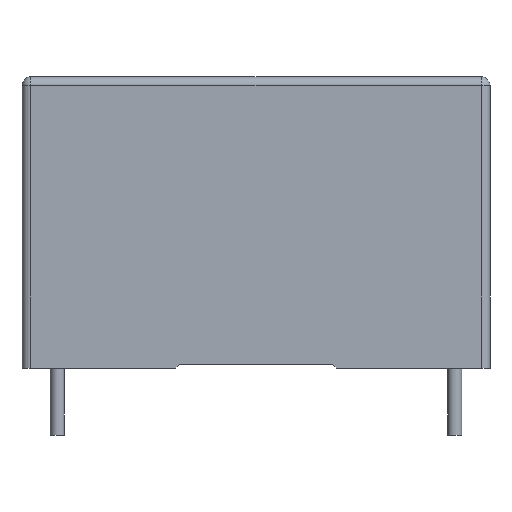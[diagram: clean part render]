
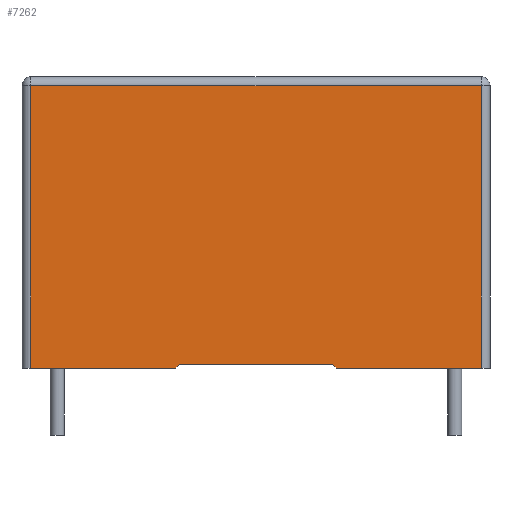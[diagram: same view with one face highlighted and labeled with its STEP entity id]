
A CAD part, front view. The second image highlights one B-rep face of the part: STEP entity #7262.
In plain terms, the highlighted planar face has unit normal (0, -1, 0).
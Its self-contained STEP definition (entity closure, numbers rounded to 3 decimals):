
#228 = CARTESIAN_POINT ( 'NONE',  ( -4.538, -5., 0.3 ) ) ;
#410 = DIRECTION ( 'NONE',  ( -1., 0., 0. ) ) ;
#412 = CARTESIAN_POINT ( 'NONE',  ( -12.75, -5., 16.8 ) ) ;
#460 = ORIENTED_EDGE ( 'NONE', *, *, #979, .T. ) ;
#979 = EDGE_CURVE ( 'NONE', #6600, #5632, #6118, .T. ) ;
#1284 = EDGE_LOOP ( 'NONE', ( #4308, #9529, #7349, #10194, #460, #8604, #11227, #1525 ) ) ;
#1525 = ORIENTED_EDGE ( 'NONE', *, *, #2669, .T. ) ;
#2038 = DIRECTION ( 'NONE',  ( 0., 1., 0. ) ) ;
#2377 = DIRECTION ( 'NONE',  ( 0., 0., -1. ) ) ;
#2652 = CARTESIAN_POINT ( 'NONE',  ( -13.25, -5., 0.3 ) ) ;
#2657 = CARTESIAN_POINT ( 'NONE',  ( 4.338, -5., 0.5 ) ) ;
#2669 = EDGE_CURVE ( 'NONE', #6379, #12008, #5016, .T. ) ;
#2906 = AXIS2_PLACEMENT_3D ( 'NONE', #7967, #2038, #10990 ) ;
#2980 = LINE ( 'NONE', #6855, #8775 ) ;
#3215 = LINE ( 'NONE', #10277, #8351 ) ;
#3357 = VECTOR ( 'NONE', #9909, 1000. ) ;
#3531 = VERTEX_POINT ( 'NONE', #11118 ) ;
#3541 = EDGE_CURVE ( 'NONE', #5632, #3531, #9312, .T. ) ;
#3691 = CARTESIAN_POINT ( 'NONE',  ( 12.75, -5., 16.3 ) ) ;
#3881 = CARTESIAN_POINT ( 'NONE',  ( 12.75, -5., 16.8 ) ) ;
#4072 = VECTOR ( 'NONE', #8673, 1000. ) ;
#4186 = FACE_OUTER_BOUND ( 'NONE', #1284, .T. ) ;
#4308 = ORIENTED_EDGE ( 'NONE', *, *, #9470, .F. ) ;
#4361 = VECTOR ( 'NONE', #2377, 1000. ) ;
#4525 = DIRECTION ( 'NONE',  ( 1., 0., 0. ) ) ;
#4630 = CARTESIAN_POINT ( 'NONE',  ( -13.25, -5., 0.3 ) ) ;
#4803 = VERTEX_POINT ( 'NONE', #6614 ) ;
#4973 = EDGE_CURVE ( 'NONE', #9210, #4803, #2980, .T. ) ;
#5016 = LINE ( 'NONE', #10931, #5696 ) ;
#5036 = DIRECTION ( 'NONE',  ( 0.707, 0., -0.707 ) ) ;
#5474 = LINE ( 'NONE', #2652, #8922 ) ;
#5632 = VERTEX_POINT ( 'NONE', #9234 ) ;
#5689 = CARTESIAN_POINT ( 'NONE',  ( -4.338, -5., 0.5 ) ) ;
#5696 = VECTOR ( 'NONE', #6109, 1000. ) ;
#6109 = DIRECTION ( 'NONE',  ( 0.707, 0., 0.707 ) ) ;
#6118 = LINE ( 'NONE', #7043, #3357 ) ;
#6379 = VERTEX_POINT ( 'NONE', #228 ) ;
#6582 = LINE ( 'NONE', #3881, #4072 ) ;
#6600 = VERTEX_POINT ( 'NONE', #3691 ) ;
#6606 = EDGE_CURVE ( 'NONE', #7781, #6600, #6582, .T. ) ;
#6614 = CARTESIAN_POINT ( 'NONE',  ( 4.538, -5., 0.3 ) ) ;
#6855 = CARTESIAN_POINT ( 'NONE',  ( 4.338, -5., 0.5 ) ) ;
#6973 = PLANE ( 'NONE',  #2906 ) ;
#7043 = CARTESIAN_POINT ( 'NONE',  ( -13.25, -5., 16.3 ) ) ;
#7262 = ADVANCED_FACE ( 'NONE', ( #4186 ), #6973, .F. ) ;
#7349 = ORIENTED_EDGE ( 'NONE', *, *, #12573, .T. ) ;
#7547 = EDGE_CURVE ( 'NONE', #3531, #6379, #9452, .T. ) ;
#7781 = VERTEX_POINT ( 'NONE', #10192 ) ;
#7967 = CARTESIAN_POINT ( 'NONE',  ( -13.25, -5., 16.8 ) ) ;
#8351 = VECTOR ( 'NONE', #410, 1000. ) ;
#8441 = VECTOR ( 'NONE', #8596, 1000. ) ;
#8596 = DIRECTION ( 'NONE',  ( 1., 0., 0. ) ) ;
#8604 = ORIENTED_EDGE ( 'NONE', *, *, #3541, .T. ) ;
#8673 = DIRECTION ( 'NONE',  ( 0., 0., 1. ) ) ;
#8775 = VECTOR ( 'NONE', #5036, 1000. ) ;
#8922 = VECTOR ( 'NONE', #4525, 1000. ) ;
#9210 = VERTEX_POINT ( 'NONE', #2657 ) ;
#9234 = CARTESIAN_POINT ( 'NONE',  ( -12.75, -5., 16.3 ) ) ;
#9312 = LINE ( 'NONE', #412, #4361 ) ;
#9452 = LINE ( 'NONE', #4630, #8441 ) ;
#9470 = EDGE_CURVE ( 'NONE', #9210, #12008, #3215, .T. ) ;
#9529 = ORIENTED_EDGE ( 'NONE', *, *, #4973, .T. ) ;
#9909 = DIRECTION ( 'NONE',  ( -1., 0., 0. ) ) ;
#10192 = CARTESIAN_POINT ( 'NONE',  ( 12.75, -5., 0.3 ) ) ;
#10194 = ORIENTED_EDGE ( 'NONE', *, *, #6606, .T. ) ;
#10277 = CARTESIAN_POINT ( 'NONE',  ( 4.338, -5., 0.5 ) ) ;
#10931 = CARTESIAN_POINT ( 'NONE',  ( -4.338, -5., 0.5 ) ) ;
#10990 = DIRECTION ( 'NONE',  ( 0., 0., 1. ) ) ;
#11118 = CARTESIAN_POINT ( 'NONE',  ( -12.75, -5., 0.3 ) ) ;
#11227 = ORIENTED_EDGE ( 'NONE', *, *, #7547, .T. ) ;
#12008 = VERTEX_POINT ( 'NONE', #5689 ) ;
#12573 = EDGE_CURVE ( 'NONE', #4803, #7781, #5474, .T. ) ;
